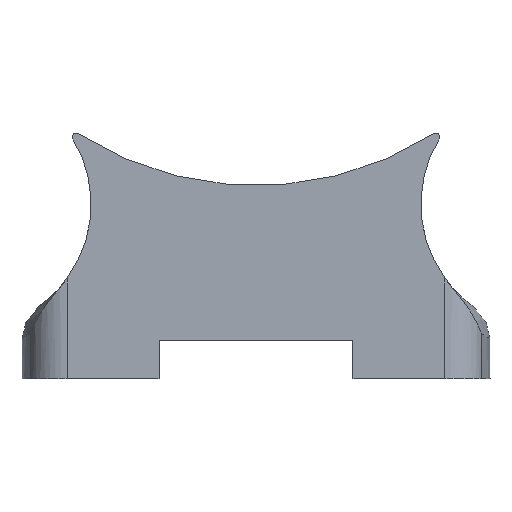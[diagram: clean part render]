
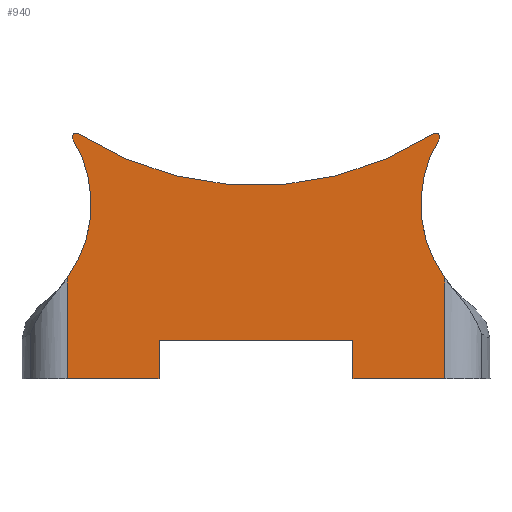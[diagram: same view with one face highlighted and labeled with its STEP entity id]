
A CAD part, front view. The second image highlights one B-rep face of the part: STEP entity #940.
In plain terms, the highlighted planar face has unit normal (0, -1, 0).
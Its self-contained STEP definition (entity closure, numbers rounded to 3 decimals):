
#30=PLANE('',#1024);
#67=FACE_OUTER_BOUND('',#119,.T.);
#119=EDGE_LOOP('',(#679,#680,#681,#682,#683,#684,#685,#686,#687,#688,#689,
#690));
#197=CIRCLE('',#1019,16.25);
#200=CIRCLE('',#1025,16.25);
#201=CIRCLE('',#1026,0.5);
#202=CIRCLE('',#1027,42.5);
#203=CIRCLE('',#1028,0.5);
#221=LINE('',#1441,#311);
#232=LINE('',#1542,#322);
#233=LINE('',#1544,#323);
#234=LINE('',#1546,#324);
#235=LINE('',#1548,#325);
#236=LINE('',#1550,#326);
#237=LINE('',#1552,#327);
#311=VECTOR('',#1101,10.);
#322=VECTOR('',#1138,10.);
#323=VECTOR('',#1139,10.);
#324=VECTOR('',#1140,10.);
#325=VECTOR('',#1141,10.);
#326=VECTOR('',#1142,10.);
#327=VECTOR('',#1143,10.);
#406=VERTEX_POINT('',#1438);
#407=VERTEX_POINT('',#1440);
#418=VERTEX_POINT('',#1471);
#430=VERTEX_POINT('',#1541);
#431=VERTEX_POINT('',#1543);
#432=VERTEX_POINT('',#1545);
#433=VERTEX_POINT('',#1547);
#434=VERTEX_POINT('',#1549);
#435=VERTEX_POINT('',#1551);
#436=VERTEX_POINT('',#1553);
#437=VERTEX_POINT('',#1555);
#438=VERTEX_POINT('',#1557);
#504=EDGE_CURVE('',#406,#407,#221,.T.);
#517=EDGE_CURVE('',#418,#407,#197,.T.);
#530=EDGE_CURVE('',#406,#430,#232,.T.);
#531=EDGE_CURVE('',#430,#431,#233,.T.);
#532=EDGE_CURVE('',#431,#432,#234,.T.);
#533=EDGE_CURVE('',#432,#433,#235,.T.);
#534=EDGE_CURVE('',#433,#434,#236,.T.);
#535=EDGE_CURVE('',#435,#434,#237,.T.);
#536=EDGE_CURVE('',#435,#436,#200,.T.);
#537=EDGE_CURVE('',#437,#436,#201,.T.);
#538=EDGE_CURVE('',#438,#437,#202,.T.);
#539=EDGE_CURVE('',#418,#438,#203,.T.);
#679=ORIENTED_EDGE('',*,*,#504,.F.);
#680=ORIENTED_EDGE('',*,*,#530,.T.);
#681=ORIENTED_EDGE('',*,*,#531,.T.);
#682=ORIENTED_EDGE('',*,*,#532,.T.);
#683=ORIENTED_EDGE('',*,*,#533,.T.);
#684=ORIENTED_EDGE('',*,*,#534,.T.);
#685=ORIENTED_EDGE('',*,*,#535,.F.);
#686=ORIENTED_EDGE('',*,*,#536,.T.);
#687=ORIENTED_EDGE('',*,*,#537,.F.);
#688=ORIENTED_EDGE('',*,*,#538,.F.);
#689=ORIENTED_EDGE('',*,*,#539,.F.);
#690=ORIENTED_EDGE('',*,*,#517,.T.);
#940=ADVANCED_FACE('',(#67),#30,.T.);
#1019=AXIS2_PLACEMENT_3D('',#1472,#1122,#1123);
#1024=AXIS2_PLACEMENT_3D('',#1540,#1136,#1137);
#1025=AXIS2_PLACEMENT_3D('',#1554,#1144,#1145);
#1026=AXIS2_PLACEMENT_3D('',#1556,#1146,#1147);
#1027=AXIS2_PLACEMENT_3D('',#1558,#1148,#1149);
#1028=AXIS2_PLACEMENT_3D('',#1559,#1150,#1151);
#1101=DIRECTION('',(0.,0.,1.));
#1122=DIRECTION('center_axis',(0.,1.,0.));
#1123=DIRECTION('ref_axis',(1.,0.,0.));
#1136=DIRECTION('center_axis',(0.,-1.,0.));
#1137=DIRECTION('ref_axis',(1.,0.,0.));
#1138=DIRECTION('',(1.,0.,0.));
#1139=DIRECTION('',(0.,0.,1.));
#1140=DIRECTION('',(1.,0.,0.));
#1141=DIRECTION('',(0.,0.,-1.));
#1142=DIRECTION('',(1.,0.,0.));
#1143=DIRECTION('',(0.,0.,-1.));
#1144=DIRECTION('center_axis',(0.,1.,0.));
#1145=DIRECTION('ref_axis',(1.,0.,0.));
#1146=DIRECTION('center_axis',(0.,1.,0.));
#1147=DIRECTION('ref_axis',(0.699,0.,0.716));
#1148=DIRECTION('center_axis',(0.,-1.,0.));
#1149=DIRECTION('ref_axis',(-0.647,0.,0.762));
#1150=DIRECTION('center_axis',(0.,1.,0.));
#1151=DIRECTION('ref_axis',(-0.699,0.,0.716));
#1438=CARTESIAN_POINT('',(-24.307,-10.,0.));
#1440=CARTESIAN_POINT('',(-24.307,-10.,13.013));
#1441=CARTESIAN_POINT('',(-24.307,-10.,0.));
#1471=CARTESIAN_POINT('',(-23.605,-10.,30.926));
#1472=CARTESIAN_POINT('Origin',(-37.5,-10.,22.5));
#1540=CARTESIAN_POINT('Origin',(-17.5,-10.,0.));
#1541=CARTESIAN_POINT('',(-12.5,-10.,0.));
#1542=CARTESIAN_POINT('',(-17.5,-10.,0.));
#1543=CARTESIAN_POINT('',(-12.5,-10.,5.));
#1544=CARTESIAN_POINT('',(-12.5,-10.,2.5));
#1545=CARTESIAN_POINT('',(12.5,-10.,5.));
#1546=CARTESIAN_POINT('',(-2.5,-10.,5.));
#1547=CARTESIAN_POINT('',(12.5,-10.,0.));
#1548=CARTESIAN_POINT('',(12.5,-10.,0.));
#1549=CARTESIAN_POINT('',(24.307,-10.,0.));
#1550=CARTESIAN_POINT('',(-17.5,-10.,0.));
#1551=CARTESIAN_POINT('',(24.307,-10.,13.013));
#1552=CARTESIAN_POINT('',(24.307,-10.,0.));
#1553=CARTESIAN_POINT('',(23.605,-10.,30.926));
#1554=CARTESIAN_POINT('Origin',(37.5,-10.,22.5));
#1555=CARTESIAN_POINT('',(22.908,-10.,31.606));
#1556=CARTESIAN_POINT('Origin',(23.177,-10.,31.185));
#1557=CARTESIAN_POINT('',(-22.908,-10.,31.606));
#1558=CARTESIAN_POINT('Origin',(0.,-10.,67.404));
#1559=CARTESIAN_POINT('Origin',(-23.177,-10.,31.185));
